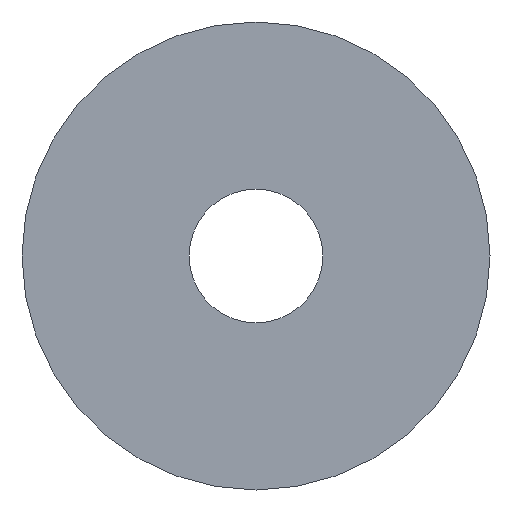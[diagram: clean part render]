
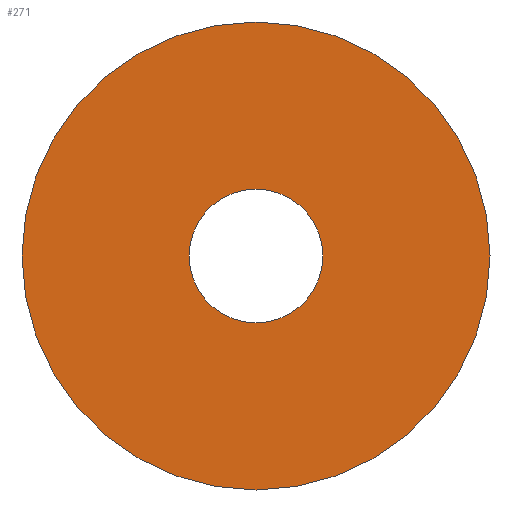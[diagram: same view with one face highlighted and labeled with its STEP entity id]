
A CAD part, front view. The second image highlights one B-rep face of the part: STEP entity #271.
In plain terms, the highlighted planar face has unit normal (0, -1, 0).
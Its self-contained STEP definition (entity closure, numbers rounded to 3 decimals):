
#1 = DIRECTION ( 'NONE',  ( 0., 0., 1. ) ) ;
#3 = EDGE_CURVE ( 'NONE', #409, #165, #12, .T. ) ;
#12 = CIRCLE ( 'NONE', #244, 14. ) ;
#36 = CARTESIAN_POINT ( 'NONE',  ( 0., 0., 0. ) ) ;
#40 = CARTESIAN_POINT ( 'NONE',  ( 0., 0., 0. ) ) ;
#46 = AXIS2_PLACEMENT_3D ( 'NONE', #463, #131, #267 ) ;
#70 = PLANE ( 'NONE',  #451 ) ;
#73 = FACE_BOUND ( 'NONE', #481, .T. ) ;
#94 = ORIENTED_EDGE ( 'NONE', *, *, #389, .T. ) ;
#115 = CARTESIAN_POINT ( 'NONE',  ( 0., 0., 4. ) ) ;
#124 = ORIENTED_EDGE ( 'NONE', *, *, #3, .F. ) ;
#131 = DIRECTION ( 'NONE',  ( 0., 1., 0. ) ) ;
#147 = DIRECTION ( 'NONE',  ( 0., 0., 1. ) ) ;
#161 = AXIS2_PLACEMENT_3D ( 'NONE', #274, #313, #351 ) ;
#165 = VERTEX_POINT ( 'NONE', #385 ) ;
#190 = DIRECTION ( 'NONE',  ( 0., 1., 0. ) ) ;
#193 = CIRCLE ( 'NONE', #161, 14. ) ;
#238 = VERTEX_POINT ( 'NONE', #445 ) ;
#244 = AXIS2_PLACEMENT_3D ( 'NONE', #446, #412, #147 ) ;
#255 = CIRCLE ( 'NONE', #46, 4. ) ;
#261 = ORIENTED_EDGE ( 'NONE', *, *, #340, .F. ) ;
#267 = DIRECTION ( 'NONE',  ( 0., 0., 1. ) ) ;
#271 = ADVANCED_FACE ( 'NONE', ( #73, #370 ), #70, .F. ) ;
#274 = CARTESIAN_POINT ( 'NONE',  ( 0., 0., 0. ) ) ;
#284 = EDGE_CURVE ( 'NONE', #294, #238, #417, .T. ) ;
#294 = VERTEX_POINT ( 'NONE', #115 ) ;
#313 = DIRECTION ( 'NONE',  ( 0., 1., 0. ) ) ;
#340 = EDGE_CURVE ( 'NONE', #165, #409, #193, .T. ) ;
#351 = DIRECTION ( 'NONE',  ( 0., 0., 1. ) ) ;
#368 = DIRECTION ( 'NONE',  ( 0., 0., 1. ) ) ;
#370 = FACE_OUTER_BOUND ( 'NONE', #427, .T. ) ;
#379 = ORIENTED_EDGE ( 'NONE', *, *, #284, .T. ) ;
#385 = CARTESIAN_POINT ( 'NONE',  ( 0., 0., -14. ) ) ;
#389 = EDGE_CURVE ( 'NONE', #238, #294, #255, .T. ) ;
#409 = VERTEX_POINT ( 'NONE', #420 ) ;
#412 = DIRECTION ( 'NONE',  ( 0., 1., 0. ) ) ;
#417 = CIRCLE ( 'NONE', #444, 4. ) ;
#420 = CARTESIAN_POINT ( 'NONE',  ( 0., 0., 14. ) ) ;
#427 = EDGE_LOOP ( 'NONE', ( #261, #124 ) ) ;
#444 = AXIS2_PLACEMENT_3D ( 'NONE', #40, #190, #1 ) ;
#445 = CARTESIAN_POINT ( 'NONE',  ( 0., 0., -4. ) ) ;
#446 = CARTESIAN_POINT ( 'NONE',  ( 0., 0., 0. ) ) ;
#447 = DIRECTION ( 'NONE',  ( 0., 1., 0. ) ) ;
#451 = AXIS2_PLACEMENT_3D ( 'NONE', #36, #447, #368 ) ;
#463 = CARTESIAN_POINT ( 'NONE',  ( 0., 0., 0. ) ) ;
#481 = EDGE_LOOP ( 'NONE', ( #379, #94 ) ) ;
